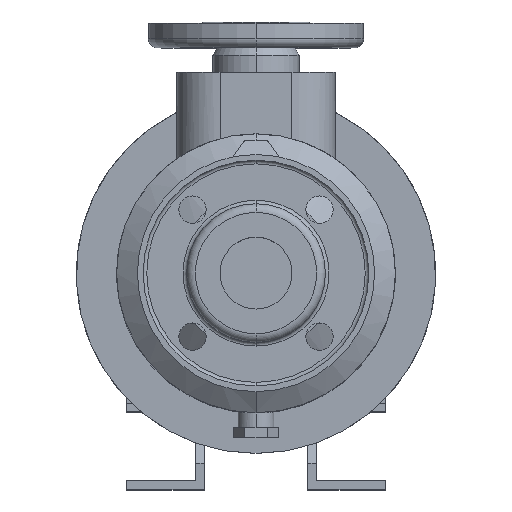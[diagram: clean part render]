
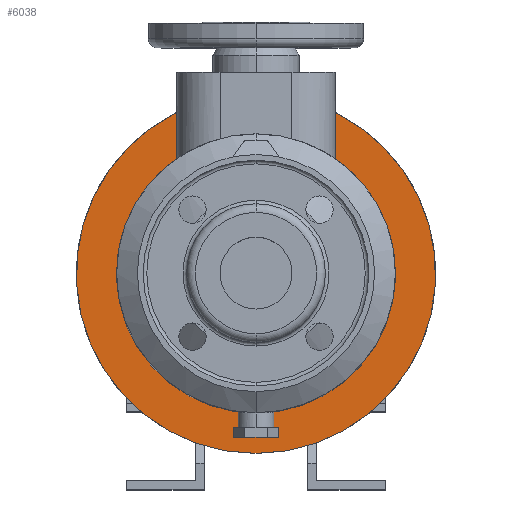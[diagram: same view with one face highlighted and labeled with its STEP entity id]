
A CAD part, top view. The second image highlights one B-rep face of the part: STEP entity #6038.
In plain terms, the highlighted planar face has unit normal (0, 0, 1).
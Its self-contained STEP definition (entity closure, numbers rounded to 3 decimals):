
#130 = AXIS2_PLACEMENT_3D ( 'NONE', #7910, #2559, #3473 ) ;
#433 = CARTESIAN_POINT ( 'NONE',  ( -55., -125.002, -43. ) ) ;
#537 = DIRECTION ( 'NONE',  ( 0., 1., 0. ) ) ;
#637 = DIRECTION ( 'NONE',  ( 0., 0., 1. ) ) ;
#1216 = CIRCLE ( 'NONE', #7970, 125. ) ;
#1578 = FACE_OUTER_BOUND ( 'NONE', #5840, .T. ) ;
#2335 = CARTESIAN_POINT ( 'NONE',  ( -55., 112.25, -43. ) ) ;
#2468 = CIRCLE ( 'NONE', #13011, 97. ) ;
#2559 = DIRECTION ( 'NONE',  ( 0., 0., 1. ) ) ;
#2699 = LINE ( 'NONE', #7849, #3872 ) ;
#2716 = DIRECTION ( 'NONE',  ( 0., -1., 0. ) ) ;
#3328 = EDGE_CURVE ( 'NONE', #9670, #10596, #1216, .T. ) ;
#3473 = DIRECTION ( 'NONE',  ( 0., -1., 0. ) ) ;
#3776 = DIRECTION ( 'NONE',  ( 0., 0., 1. ) ) ;
#3854 = AXIS2_PLACEMENT_3D ( 'NONE', #10707, #6427, #4231 ) ;
#3872 = VECTOR ( 'NONE', #8119, 1000. ) ;
#4139 = CARTESIAN_POINT ( 'NONE',  ( 0., 0., -43. ) ) ;
#4231 = DIRECTION ( 'NONE',  ( 0., -1., 0. ) ) ;
#4325 = VERTEX_POINT ( 'NONE', #7495 ) ;
#4454 = EDGE_CURVE ( 'NONE', #4325, #5799, #12241, .T. ) ;
#4842 = CARTESIAN_POINT ( 'NONE',  ( 0., 0., -43. ) ) ;
#5203 = CIRCLE ( 'NONE', #3854, 125. ) ;
#5318 = AXIS2_PLACEMENT_3D ( 'NONE', #5870, #10153, #537 ) ;
#5364 = ORIENTED_EDGE ( 'NONE', *, *, #9910, .T. ) ;
#5799 = VERTEX_POINT ( 'NONE', #9742 ) ;
#5840 = EDGE_LOOP ( 'NONE', ( #8131, #8796, #6781, #10097, #5364, #5971 ) ) ;
#5870 = CARTESIAN_POINT ( 'NONE',  ( 0., 97., -43. ) ) ;
#5971 = ORIENTED_EDGE ( 'NONE', *, *, #3328, .T. ) ;
#6038 = ADVANCED_FACE ( 'NONE', ( #1578 ), #13384, .F. ) ;
#6057 = CARTESIAN_POINT ( 'NONE',  ( -55., 79.9, -43. ) ) ;
#6427 = DIRECTION ( 'NONE',  ( 0., 0., 1. ) ) ;
#6781 = ORIENTED_EDGE ( 'NONE', *, *, #7960, .F. ) ;
#7385 = DIRECTION ( 'NONE',  ( 0., -1., 0. ) ) ;
#7495 = CARTESIAN_POINT ( 'NONE',  ( 0., -97., -43. ) ) ;
#7849 = CARTESIAN_POINT ( 'NONE',  ( 55., -125.002, -43. ) ) ;
#7910 = CARTESIAN_POINT ( 'NONE',  ( 0., 0., -43. ) ) ;
#7960 = EDGE_CURVE ( 'NONE', #8904, #4325, #2468, .T. ) ;
#7970 = AXIS2_PLACEMENT_3D ( 'NONE', #4139, #637, #7385 ) ;
#8119 = DIRECTION ( 'NONE',  ( 0., 1., 0. ) ) ;
#8131 = ORIENTED_EDGE ( 'NONE', *, *, #12469, .F. ) ;
#8155 = LINE ( 'NONE', #433, #11936 ) ;
#8796 = ORIENTED_EDGE ( 'NONE', *, *, #4454, .F. ) ;
#8904 = VERTEX_POINT ( 'NONE', #6057 ) ;
#8964 = VERTEX_POINT ( 'NONE', #2335 ) ;
#8987 = CARTESIAN_POINT ( 'NONE',  ( 0., -125., -43. ) ) ;
#9310 = EDGE_CURVE ( 'NONE', #8904, #8964, #8155, .T. ) ;
#9670 = VERTEX_POINT ( 'NONE', #8987 ) ;
#9742 = CARTESIAN_POINT ( 'NONE',  ( 55., 79.9, -43. ) ) ;
#9910 = EDGE_CURVE ( 'NONE', #8964, #9670, #5203, .T. ) ;
#10097 = ORIENTED_EDGE ( 'NONE', *, *, #9310, .T. ) ;
#10121 = CARTESIAN_POINT ( 'NONE',  ( 55., 112.25, -43. ) ) ;
#10153 = DIRECTION ( 'NONE',  ( 0., 0., -1. ) ) ;
#10596 = VERTEX_POINT ( 'NONE', #10121 ) ;
#10707 = CARTESIAN_POINT ( 'NONE',  ( 0., 0., -43. ) ) ;
#11936 = VECTOR ( 'NONE', #12357, 1000. ) ;
#12241 = CIRCLE ( 'NONE', #130, 97. ) ;
#12357 = DIRECTION ( 'NONE',  ( 0., 1., 0. ) ) ;
#12469 = EDGE_CURVE ( 'NONE', #5799, #10596, #2699, .T. ) ;
#13011 = AXIS2_PLACEMENT_3D ( 'NONE', #4842, #3776, #2716 ) ;
#13384 = PLANE ( 'NONE',  #5318 ) ;
